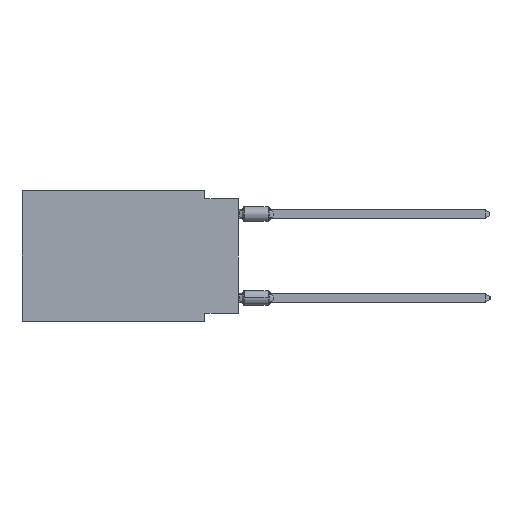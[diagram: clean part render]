
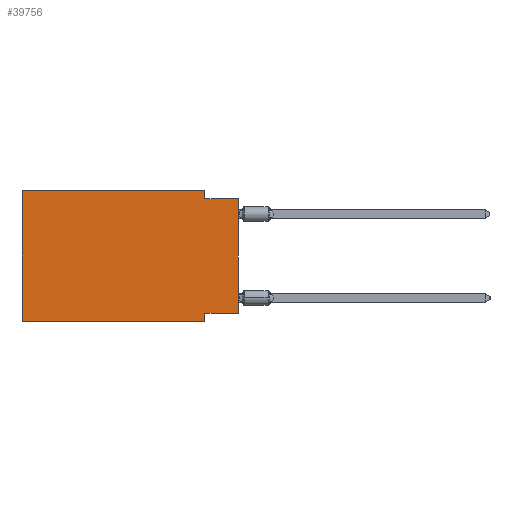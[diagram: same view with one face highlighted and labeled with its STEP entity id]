
A CAD part, left-side view. The second image highlights one B-rep face of the part: STEP entity #39756.
In plain terms, the highlighted planar face has unit normal (-1, 0, 0).
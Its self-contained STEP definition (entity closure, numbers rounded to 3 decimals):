
#432 = CARTESIAN_POINT ( 'NONE',  ( 0., 0., -0.635 ) ) ;
#451 = EDGE_CURVE ( 'NONE', #27460, #19621, #53119, .T. ) ;
#3528 = CARTESIAN_POINT ( 'NONE',  ( 0., 0., 0. ) ) ;
#3765 = ORIENTED_EDGE ( 'NONE', *, *, #23453, .F. ) ;
#4112 = CARTESIAN_POINT ( 'NONE',  ( 0., 2.54, -9.271 ) ) ;
#4243 = LINE ( 'NONE', #55711, #5029 ) ;
#5029 = VECTOR ( 'NONE', #13656, 1000. ) ;
#6538 = DIRECTION ( 'NONE',  ( 0., 0., -1. ) ) ;
#6541 = CARTESIAN_POINT ( 'NONE',  ( 0., 0., -0.635 ) ) ;
#6943 = VECTOR ( 'NONE', #41164, 1000. ) ;
#8643 = EDGE_CURVE ( 'NONE', #8930, #28981, #51604, .T. ) ;
#8915 = LINE ( 'NONE', #61917, #42949 ) ;
#8930 = VERTEX_POINT ( 'NONE', #21751 ) ;
#9197 = CARTESIAN_POINT ( 'NONE',  ( 0., 2.54, -0.635 ) ) ;
#9270 = DIRECTION ( 'NONE',  ( 0., 0., -1. ) ) ;
#10122 = EDGE_CURVE ( 'NONE', #32161, #15913, #4243, .T. ) ;
#10416 = VECTOR ( 'NONE', #52447, 1000. ) ;
#10480 = DIRECTION ( 'NONE',  ( 0., -1., 0. ) ) ;
#13214 = LINE ( 'NONE', #32345, #61344 ) ;
#13656 = DIRECTION ( 'NONE',  ( 0., 0., 1. ) ) ;
#14188 = LINE ( 'NONE', #34249, #10416 ) ;
#14766 = LINE ( 'NONE', #35073, #52553 ) ;
#14861 = DIRECTION ( 'NONE',  ( 0., -1., 0. ) ) ;
#15913 = VERTEX_POINT ( 'NONE', #60676 ) ;
#16414 = ORIENTED_EDGE ( 'NONE', *, *, #8643, .F. ) ;
#16667 = AXIS2_PLACEMENT_3D ( 'NONE', #33099, #52234, #9270 ) ;
#16913 = ORIENTED_EDGE ( 'NONE', *, *, #451, .F. ) ;
#17357 = LINE ( 'NONE', #3528, #6943 ) ;
#18067 = ORIENTED_EDGE ( 'NONE', *, *, #29615, .T. ) ;
#19621 = VERTEX_POINT ( 'NONE', #6541 ) ;
#21751 = CARTESIAN_POINT ( 'NONE',  ( 0., 0., -9.271 ) ) ;
#23346 = CARTESIAN_POINT ( 'NONE',  ( 0., 0., -9.271 ) ) ;
#23453 = EDGE_CURVE ( 'NONE', #15913, #60685, #14188, .T. ) ;
#25582 = ORIENTED_EDGE ( 'NONE', *, *, #51623, .F. ) ;
#27460 = VERTEX_POINT ( 'NONE', #9197 ) ;
#28785 = CARTESIAN_POINT ( 'NONE',  ( 0., 2.54, -9.906 ) ) ;
#28981 = VERTEX_POINT ( 'NONE', #4112 ) ;
#29615 = EDGE_CURVE ( 'NONE', #32161, #41054, #8915, .T. ) ;
#29993 = EDGE_CURVE ( 'NONE', #8930, #19621, #17357, .T. ) ;
#31959 = VECTOR ( 'NONE', #61331, 1000. ) ;
#32161 = VERTEX_POINT ( 'NONE', #56687 ) ;
#32345 = CARTESIAN_POINT ( 'NONE',  ( 0., 2.54, 0. ) ) ;
#33095 = EDGE_LOOP ( 'NONE', ( #59820, #16913, #47423, #3765, #49395, #18067, #25582, #16414 ) ) ;
#33099 = CARTESIAN_POINT ( 'NONE',  ( 0., 16.383, 0. ) ) ;
#34025 = FACE_OUTER_BOUND ( 'NONE', #33095, .T. ) ;
#34249 = CARTESIAN_POINT ( 'NONE',  ( 0., 16.383, 0. ) ) ;
#35073 = CARTESIAN_POINT ( 'NONE',  ( 0., 2.54, -9.906 ) ) ;
#35182 = VECTOR ( 'NONE', #10480, 1000. ) ;
#39756 = ADVANCED_FACE ( 'NONE', ( #34025 ), #53162, .F. ) ;
#41054 = VERTEX_POINT ( 'NONE', #28785 ) ;
#41164 = DIRECTION ( 'NONE',  ( 0., 0., 1. ) ) ;
#42949 = VECTOR ( 'NONE', #14861, 1000. ) ;
#47423 = ORIENTED_EDGE ( 'NONE', *, *, #49804, .F. ) ;
#49395 = ORIENTED_EDGE ( 'NONE', *, *, #10122, .F. ) ;
#49804 = EDGE_CURVE ( 'NONE', #60685, #27460, #13214, .T. ) ;
#51604 = LINE ( 'NONE', #23346, #31959 ) ;
#51623 = EDGE_CURVE ( 'NONE', #28981, #41054, #14766, .T. ) ;
#52234 = DIRECTION ( 'NONE',  ( 1., 0., 0. ) ) ;
#52447 = DIRECTION ( 'NONE',  ( 0., -1., 0. ) ) ;
#52553 = VECTOR ( 'NONE', #6538, 1000. ) ;
#53119 = LINE ( 'NONE', #432, #35182 ) ;
#53162 = PLANE ( 'NONE',  #16667 ) ;
#55165 = CARTESIAN_POINT ( 'NONE',  ( 0., 2.54, 0. ) ) ;
#55711 = CARTESIAN_POINT ( 'NONE',  ( 0., 16.383, 0. ) ) ;
#56687 = CARTESIAN_POINT ( 'NONE',  ( 0., 16.383, -9.906 ) ) ;
#59130 = DIRECTION ( 'NONE',  ( 0., 0., -1. ) ) ;
#59820 = ORIENTED_EDGE ( 'NONE', *, *, #29993, .T. ) ;
#60676 = CARTESIAN_POINT ( 'NONE',  ( 0., 16.383, 0. ) ) ;
#60685 = VERTEX_POINT ( 'NONE', #55165 ) ;
#61331 = DIRECTION ( 'NONE',  ( 0., 1., 0. ) ) ;
#61344 = VECTOR ( 'NONE', #59130, 1000. ) ;
#61917 = CARTESIAN_POINT ( 'NONE',  ( 0., 16.383, -9.906 ) ) ;
